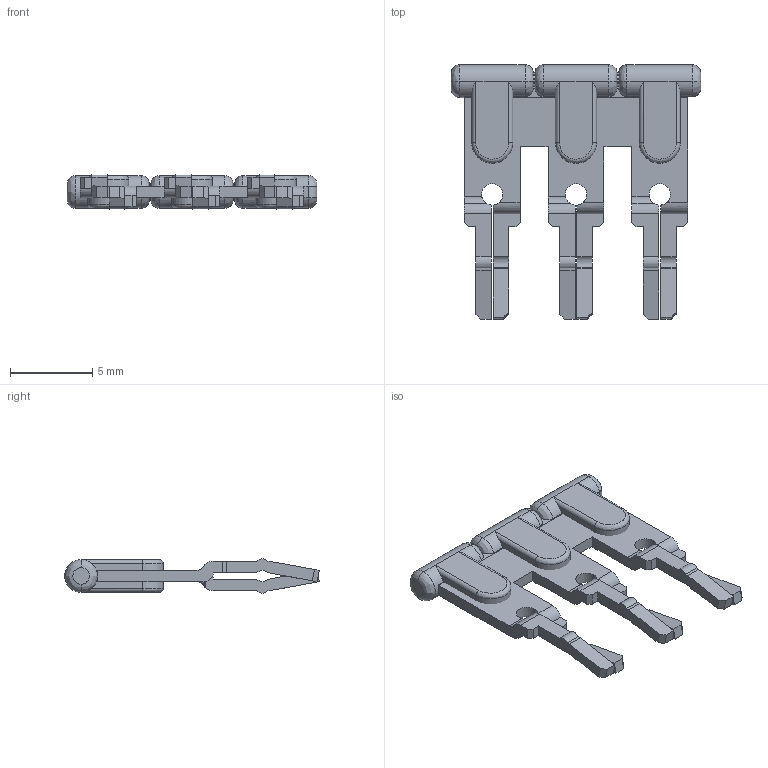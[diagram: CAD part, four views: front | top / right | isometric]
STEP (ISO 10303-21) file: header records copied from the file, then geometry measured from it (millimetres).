
FILE_DESCRIPTION (( 'STEP AP214' ), '1' );
FILE_NAME ('43531_03_BLS_DN-3JL14B-A.STEP', '2014-05-29T13:26:48', ( '' ), ( '' ), 'SwSTEP 2.0', 'SolidWorks 2013', '' );
FILE_SCHEMA (( 'AUTOMOTIVE_DESIGN' ));
Length unit declared in the file: millimetre
Products named in the file (1): 43531_03_BLS_DN-3JL14B-A
Bounding box: 15.2 x 15.5 x 2.07 mm (x, y, z)
Volume: 186.1 mm3; surface area: 549.5 mm2
Topology: 2 solids, 2 shells, 217 faces, 592 edges, 379 vertices
Faces by surface type: plane 113, cylinder 80, bspline 24
Entity records: 8111 total; most frequent: CARTESIAN_POINT 1865, ORIENTED_EDGE 1184, DIRECTION 1090, EDGE_CURVE 592, LINE 382, VECTOR 382, VERTEX_POINT 379, AXIS2_PLACEMENT_3D 354
